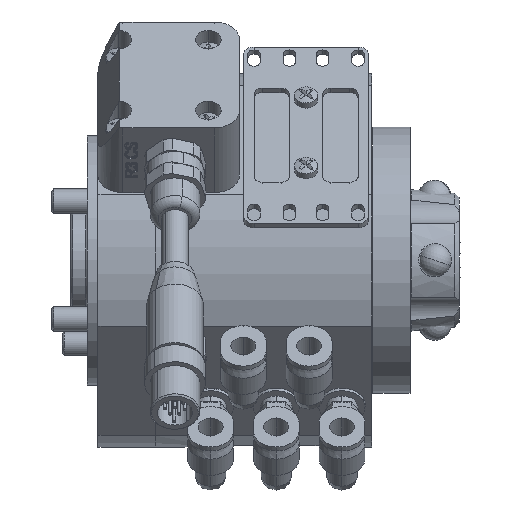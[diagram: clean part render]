
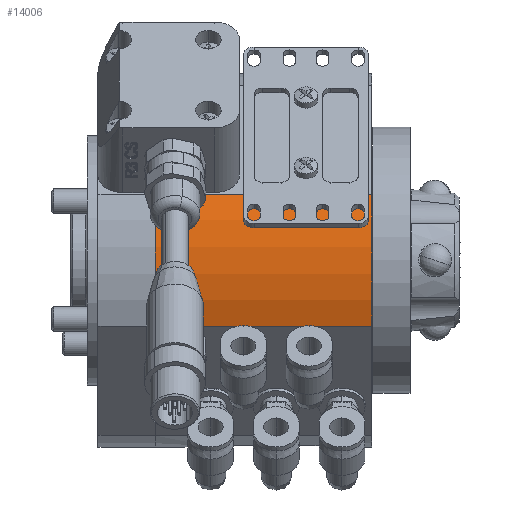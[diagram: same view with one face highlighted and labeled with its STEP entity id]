
A CAD part, left-side view. The second image highlights one B-rep face of the part: STEP entity #14006.
In plain terms, the highlighted cylindrical face has radius 45 mm (diameter 90 mm), a partial arc.
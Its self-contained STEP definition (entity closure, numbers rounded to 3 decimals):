
#175 = LINE ( 'NONE', #42790, #60995 ) ;
#599 = EDGE_CURVE ( 'NONE', #3175, #71895, #20035, .T. ) ;
#1950 = CARTESIAN_POINT ( 'NONE',  ( -42.106, -16.4, 15.877 ) ) ;
#2880 = DIRECTION ( 'NONE',  ( -0.707, 0., 0.707 ) ) ;
#3175 = VERTEX_POINT ( 'NONE', #69213 ) ;
#3551 = CYLINDRICAL_SURFACE ( 'NONE', #54634, 45. ) ;
#9676 = DIRECTION ( 'NONE',  ( 0., -1., 0. ) ) ;
#13289 = AXIS2_PLACEMENT_3D ( 'NONE', #25409, #36003, #2880 ) ;
#14006 = ADVANCED_FACE ( 'NONE', ( #70844 ), #3551, .T. ) ;
#15542 = DIRECTION ( 'NONE',  ( -0.707, 0., 0.707 ) ) ;
#16476 = ORIENTED_EDGE ( 'NONE', *, *, #25918, .F. ) ;
#20035 = LINE ( 'NONE', #47692, #22166 ) ;
#22166 = VECTOR ( 'NONE', #36788, 1000. ) ;
#25409 = CARTESIAN_POINT ( 'NONE',  ( 0., -68.4, 0. ) ) ;
#25413 = EDGE_CURVE ( 'NONE', #3175, #51105, #44628, .T. ) ;
#25918 = EDGE_CURVE ( 'NONE', #41796, #51105, #175, .T. ) ;
#33753 = ORIENTED_EDGE ( 'NONE', *, *, #25413, .T. ) ;
#36003 = DIRECTION ( 'NONE',  ( 0., 1., 0. ) ) ;
#36788 = DIRECTION ( 'NONE',  ( 0., 1., 0. ) ) ;
#38116 = DIRECTION ( 'NONE',  ( 0., 1., 0. ) ) ;
#38878 = ORIENTED_EDGE ( 'NONE', *, *, #599, .F. ) ;
#41796 = VERTEX_POINT ( 'NONE', #1950 ) ;
#42777 = CIRCLE ( 'NONE', #52066, 45. ) ;
#42790 = CARTESIAN_POINT ( 'NONE',  ( -42.106, -9.5, 15.877 ) ) ;
#44628 = CIRCLE ( 'NONE', #13289, 45. ) ;
#47381 = EDGE_CURVE ( 'NONE', #71895, #41796, #42777, .T. ) ;
#47557 = ORIENTED_EDGE ( 'NONE', *, *, #47381, .F. ) ;
#47692 = CARTESIAN_POINT ( 'NONE',  ( -42.106, -9.5, -15.877 ) ) ;
#49243 = EDGE_LOOP ( 'NONE', ( #38878, #33753, #16476, #47557 ) ) ;
#51105 = VERTEX_POINT ( 'NONE', #58930 ) ;
#52066 = AXIS2_PLACEMENT_3D ( 'NONE', #70512, #38116, #60297 ) ;
#54634 = AXIS2_PLACEMENT_3D ( 'NONE', #65750, #64325, #15542 ) ;
#58782 = CARTESIAN_POINT ( 'NONE',  ( -42.106, -16.4, -15.877 ) ) ;
#58930 = CARTESIAN_POINT ( 'NONE',  ( -42.106, -68.4, 15.877 ) ) ;
#60297 = DIRECTION ( 'NONE',  ( -0.707, 0., 0.707 ) ) ;
#60995 = VECTOR ( 'NONE', #9676, 1000. ) ;
#64325 = DIRECTION ( 'NONE',  ( 0., 1., 0. ) ) ;
#65750 = CARTESIAN_POINT ( 'NONE',  ( 0., -9.5, 0. ) ) ;
#69213 = CARTESIAN_POINT ( 'NONE',  ( -42.106, -68.4, -15.877 ) ) ;
#70512 = CARTESIAN_POINT ( 'NONE',  ( 0., -16.4, 0. ) ) ;
#70844 = FACE_OUTER_BOUND ( 'NONE', #49243, .T. ) ;
#71895 = VERTEX_POINT ( 'NONE', #58782 ) ;
